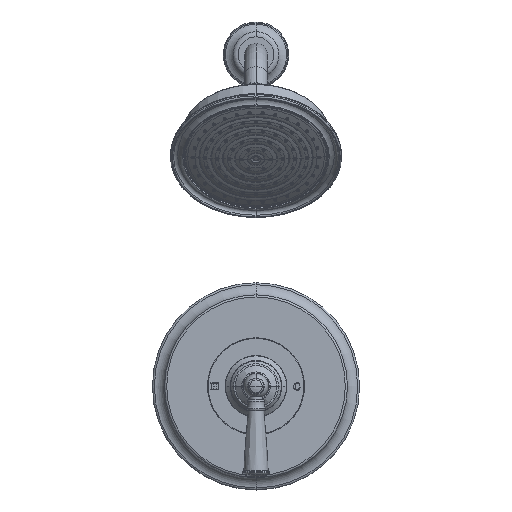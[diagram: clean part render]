
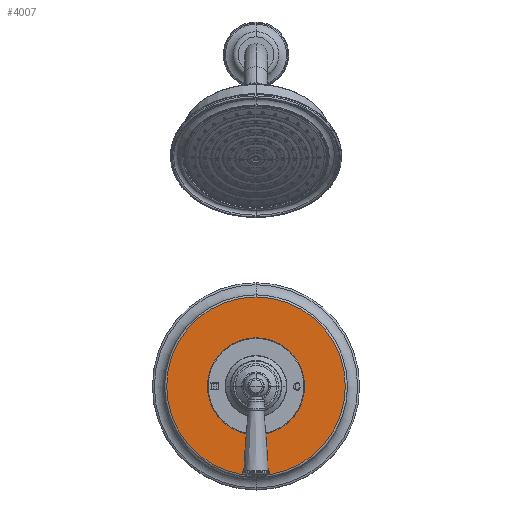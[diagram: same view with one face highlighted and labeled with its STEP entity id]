
A CAD part, top view. The second image highlights one B-rep face of the part: STEP entity #4007.
In plain terms, the highlighted planar face has unit normal (0, 0, 1).
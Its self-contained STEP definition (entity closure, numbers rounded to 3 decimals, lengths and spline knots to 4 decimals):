
#932=CARTESIAN_POINT('',(0.,0.,0.625));
#933=DIRECTION('',(0.,0.,1.));
#934=DIRECTION('',(0.,-1.,0.));
#935=AXIS2_PLACEMENT_3D('',#932,#933,#934);
#947=CARTESIAN_POINT('',(0.,0.,0.625));
#948=DIRECTION('',(0.,0.,1.));
#949=DIRECTION('',(0.,1.,0.));
#950=AXIS2_PLACEMENT_3D('',#947,#948,#949);
#952=CARTESIAN_POINT('',(0.,0.,0.625));
#953=DIRECTION('',(0.,0.,-1.));
#954=DIRECTION('',(0.,1.,0.));
#955=AXIS2_PLACEMENT_3D('',#952,#953,#954);
#1035=CARTESIAN_POINT('',(0.,0.,0.625));
#1036=DIRECTION('',(0.,0.,1.));
#1037=DIRECTION('',(0.,1.,0.));
#1038=AXIS2_PLACEMENT_3D('',#1035,#1036,#1037);
#3153=CARTESIAN_POINT('',(0.,3.233,0.625));
#3154=VERTEX_POINT('',#3153);
#3161=CARTESIAN_POINT('',(0.,-3.233,0.625));
#3162=VERTEX_POINT('',#3161);
#3163=CARTESIAN_POINT('',(0.,-1.757,0.625));
#3164=CARTESIAN_POINT('',(0.,1.757,0.625));
#3165=VERTEX_POINT('',#3163);
#3166=VERTEX_POINT('',#3164);
#3991=CARTESIAN_POINT('',(0.,0.,0.625));
#3992=DIRECTION('',(0.,0.,-1.));
#3993=DIRECTION('',(0.,-1.,0.));
#3994=AXIS2_PLACEMENT_3D('',#3991,#3992,#3993);
#3995=PLANE('',#3994);
#3997=ORIENTED_EDGE('',*,*,#3996,.F.);
#3999=ORIENTED_EDGE('',*,*,#3998,.T.);
#4000=EDGE_LOOP('',(#3997,#3999));
#4001=FACE_OUTER_BOUND('',#4000,.F.);
#4002=ORIENTED_EDGE('',*,*,#3981,.T.);
#4004=ORIENTED_EDGE('',*,*,#4003,.T.);
#4005=EDGE_LOOP('',(#4002,#4004));
#4006=FACE_BOUND('',#4005,.F.);
#4007=ADVANCED_FACE('',(#4001,#4006),#3995,.F.);
#936=CIRCLE('',#935,1.757);
#951=CIRCLE('',#950,3.233);
#956=CIRCLE('',#955,3.233);
#1039=CIRCLE('',#1038,1.757);
#3981=EDGE_CURVE('',#3165,#3166,#936,.T.);
#3996=EDGE_CURVE('',#3154,#3162,#951,.T.);
#3998=EDGE_CURVE('',#3154,#3162,#956,.T.);
#4003=EDGE_CURVE('',#3166,#3165,#1039,.T.);
